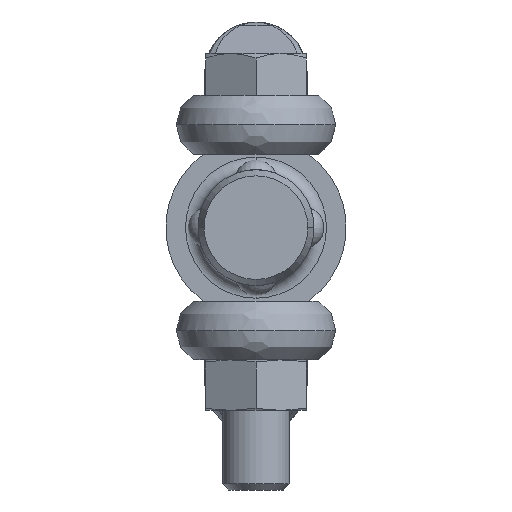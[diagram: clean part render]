
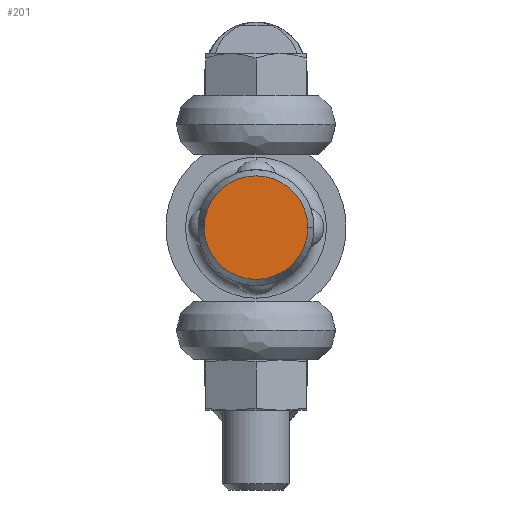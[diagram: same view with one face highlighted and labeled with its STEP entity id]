
A CAD part, left-side view. The second image highlights one B-rep face of the part: STEP entity #201.
In plain terms, the highlighted planar face has unit normal (-1, 0, 0).
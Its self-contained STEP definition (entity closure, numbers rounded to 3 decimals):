
#201=ADVANCED_FACE('',(#538),#539,.T.);
#538=FACE_OUTER_BOUND('',#1230,.T.);
#539=PLANE('',#1231);
#1230=EDGE_LOOP('',(#3061,#3062));
#1231=AXIS2_PLACEMENT_3D('',#3063,#3064,#3065);
#3061=ORIENTED_EDGE('',*,*,#4340,.F.);
#3062=ORIENTED_EDGE('',*,*,#4341,.F.);
#3063=CARTESIAN_POINT('',(-88.0,3.086,0.0));
#3064=DIRECTION('',(-1.0,0.,0.0));
#3065=DIRECTION('',(0.0,0.0,1.0));
#4340=EDGE_CURVE('',#4900,#4901,#4902,.T.);
#4341=EDGE_CURVE('',#4901,#4900,#4903,.T.);
#4900=VERTEX_POINT('',#5711);
#4901=VERTEX_POINT('',#5712);
#4902=CIRCLE('',#5713,6.172);
#4903=CIRCLE('',#5714,6.172);
#5711=CARTESIAN_POINT('',(-88.0,6.172,0.0));
#5712=CARTESIAN_POINT('',(-88.0,-6.172,0.));
#5713=AXIS2_PLACEMENT_3D('',#8050,#8051,#8052);
#5714=AXIS2_PLACEMENT_3D('',#8053,#8054,#8055);
#8050=CARTESIAN_POINT('',(-88.0,0.,0.0));
#8051=DIRECTION('',(1.0,0.,0.0));
#8052=DIRECTION('',(0.,1.0,0.0));
#8053=CARTESIAN_POINT('',(-88.0,0.,0.0));
#8054=DIRECTION('',(1.0,0.,0.0));
#8055=DIRECTION('',(0.,1.0,0.0));
